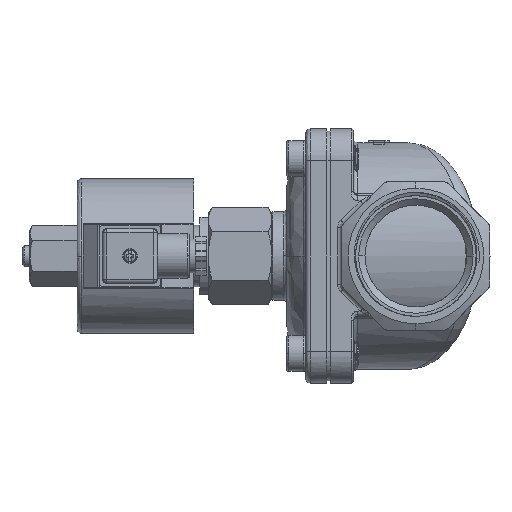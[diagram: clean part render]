
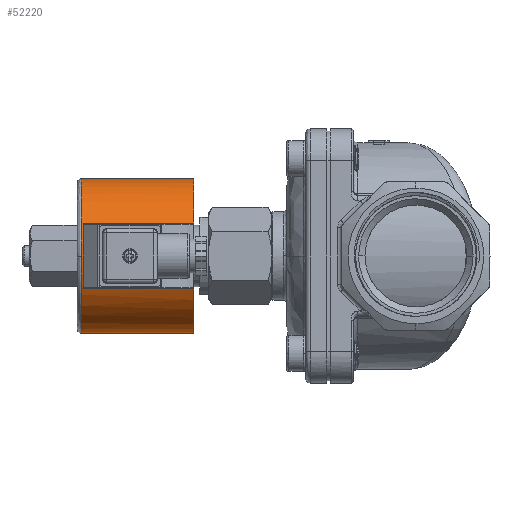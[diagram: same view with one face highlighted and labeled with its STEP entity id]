
A CAD part, left-side view. The second image highlights one B-rep face of the part: STEP entity #52220.
In plain terms, the highlighted cylindrical face has radius 36.5 mm (diameter 73 mm), a partial arc.
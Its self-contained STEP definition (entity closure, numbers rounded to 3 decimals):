
#52 = CARTESIAN_POINT ( 'NONE',  ( -36.5, 140.5, 0. ) ) ;
#733 = DIRECTION ( 'NONE',  ( 0., 1., 0. ) ) ;
#1321 = DIRECTION ( 'NONE',  ( 0., 1., 0. ) ) ;
#1692 = EDGE_CURVE ( 'NONE', #41385, #27767, #44862, .T. ) ;
#8018 = ORIENTED_EDGE ( 'NONE', *, *, #25630, .T. ) ;
#11314 = AXIS2_PLACEMENT_3D ( 'NONE', #122629, #79550, #100845 ) ;
#12313 = ORIENTED_EDGE ( 'NONE', *, *, #1692, .T. ) ;
#14918 = CARTESIAN_POINT ( 'NONE',  ( 0., 88.5, 36.5 ) ) ;
#15934 = CARTESIAN_POINT ( 'NONE',  ( -33.011, 140.5, -15.573 ) ) ;
#17404 = VECTOR ( 'NONE', #42530, 1000. ) ;
#18951 = VECTOR ( 'NONE', #77533, 1000. ) ;
#21214 = EDGE_CURVE ( 'NONE', #143563, #41385, #117753, .T. ) ;
#25630 = EDGE_CURVE ( 'NONE', #81238, #95143, #110524, .T. ) ;
#26077 = ORIENTED_EDGE ( 'NONE', *, *, #143236, .F. ) ;
#26971 = CIRCLE ( 'NONE', #134660, 36.5 ) ;
#27767 = VERTEX_POINT ( 'NONE', #140890 ) ;
#28535 = DIRECTION ( 'NONE',  ( 0., -1., 0. ) ) ;
#30127 = DIRECTION ( 'NONE',  ( 0., 1., 0. ) ) ;
#31525 = ORIENTED_EDGE ( 'NONE', *, *, #32243, .T. ) ;
#31600 = EDGE_CURVE ( 'NONE', #121608, #117699, #101473, .T. ) ;
#32243 = EDGE_CURVE ( 'NONE', #95143, #35142, #77269, .T. ) ;
#32282 = DIRECTION ( 'NONE',  ( 0., 1., 0. ) ) ;
#33990 = DIRECTION ( 'NONE',  ( 0., -1., 0. ) ) ;
#35142 = VERTEX_POINT ( 'NONE', #107693 ) ;
#38802 = EDGE_CURVE ( 'NONE', #117699, #143563, #61417, .T. ) ;
#41385 = VERTEX_POINT ( 'NONE', #41630 ) ;
#41630 = CARTESIAN_POINT ( 'NONE',  ( -33.011, 140.5, 15.573 ) ) ;
#42530 = DIRECTION ( 'NONE',  ( 0., 1., 0. ) ) ;
#44862 = LINE ( 'NONE', #122002, #18951 ) ;
#46147 = ORIENTED_EDGE ( 'NONE', *, *, #31600, .T. ) ;
#46490 = AXIS2_PLACEMENT_3D ( 'NONE', #67559, #1321, #78692 ) ;
#51177 = CYLINDRICAL_SURFACE ( 'NONE', #11314, 36.5 ) ;
#51722 = VECTOR ( 'NONE', #30127, 1000. ) ;
#52073 = ORIENTED_EDGE ( 'NONE', *, *, #98787, .T. ) ;
#52220 = ADVANCED_FACE ( 'NONE', ( #110012 ), #51177, .T. ) ;
#56388 = CIRCLE ( 'NONE', #119891, 36.5 ) ;
#56402 = CARTESIAN_POINT ( 'NONE',  ( 0., 88.5, 0. ) ) ;
#58493 = ORIENTED_EDGE ( 'NONE', *, *, #38802, .T. ) ;
#61417 = CIRCLE ( 'NONE', #117472, 36.5 ) ;
#62586 = AXIS2_PLACEMENT_3D ( 'NONE', #94802, #28535, #105898 ) ;
#66851 = CIRCLE ( 'NONE', #91427, 36.5 ) ;
#66987 = CARTESIAN_POINT ( 'NONE',  ( 0., 140.5, 0. ) ) ;
#67521 = DIRECTION ( 'NONE',  ( 0., 0., 1. ) ) ;
#67559 = CARTESIAN_POINT ( 'NONE',  ( 0., 140.5, 0. ) ) ;
#76270 = LINE ( 'NONE', #130556, #17404 ) ;
#77269 = CIRCLE ( 'NONE', #62586, 36.5 ) ;
#77533 = DIRECTION ( 'NONE',  ( 0., -1., 0. ) ) ;
#78112 = DIRECTION ( 'NONE',  ( 0., 0., 1. ) ) ;
#78692 = DIRECTION ( 'NONE',  ( 0., 0., 1. ) ) ;
#79550 = DIRECTION ( 'NONE',  ( 0., 1., 0. ) ) ;
#81238 = VERTEX_POINT ( 'NONE', #14918 ) ;
#82711 = CARTESIAN_POINT ( 'NONE',  ( 0., 88.5, -36.5 ) ) ;
#88715 = CARTESIAN_POINT ( 'NONE',  ( 0., 141.5, -36.5 ) ) ;
#91427 = AXIS2_PLACEMENT_3D ( 'NONE', #100257, #33990, #111377 ) ;
#94802 = CARTESIAN_POINT ( 'NONE',  ( 0., 141.5, 0. ) ) ;
#95143 = VERTEX_POINT ( 'NONE', #115192 ) ;
#98073 = VECTOR ( 'NONE', #129405, 1000. ) ;
#98202 = CARTESIAN_POINT ( 'NONE',  ( -33.011, 88.5, -15.573 ) ) ;
#98549 = CARTESIAN_POINT ( 'NONE',  ( 0., 88.5, 0. ) ) ;
#98787 = EDGE_CURVE ( 'NONE', #125200, #121608, #56388, .T. ) ;
#98972 = EDGE_CURVE ( 'NONE', #27767, #81238, #26971, .T. ) ;
#100257 = CARTESIAN_POINT ( 'NONE',  ( 0., 141.5, 0. ) ) ;
#100845 = DIRECTION ( 'NONE',  ( 0., 0., 1. ) ) ;
#101473 = LINE ( 'NONE', #130341, #98073 ) ;
#105898 = DIRECTION ( 'NONE',  ( 0., 0., 1. ) ) ;
#107022 = CARTESIAN_POINT ( 'NONE',  ( 0., 87.44, 36.5 ) ) ;
#107693 = CARTESIAN_POINT ( 'NONE',  ( -36.5, 141.5, -0.18 ) ) ;
#109677 = DIRECTION ( 'NONE',  ( 0., 0., 1. ) ) ;
#110012 = FACE_OUTER_BOUND ( 'NONE', #128155, .T. ) ;
#110524 = LINE ( 'NONE', #107022, #51722 ) ;
#111377 = DIRECTION ( 'NONE',  ( 0., 0., 1. ) ) ;
#111901 = VERTEX_POINT ( 'NONE', #88715 ) ;
#115192 = CARTESIAN_POINT ( 'NONE',  ( 0., 141.5, 36.5 ) ) ;
#115652 = ORIENTED_EDGE ( 'NONE', *, *, #137309, .T. ) ;
#117472 = AXIS2_PLACEMENT_3D ( 'NONE', #66987, #733, #78112 ) ;
#117699 = VERTEX_POINT ( 'NONE', #15934 ) ;
#117753 = CIRCLE ( 'NONE', #46490, 36.5 ) ;
#119891 = AXIS2_PLACEMENT_3D ( 'NONE', #98549, #32282, #109677 ) ;
#121608 = VERTEX_POINT ( 'NONE', #98202 ) ;
#122002 = CARTESIAN_POINT ( 'NONE',  ( -33.011, 87.44, 15.573 ) ) ;
#122629 = CARTESIAN_POINT ( 'NONE',  ( 0., 87.44, 0. ) ) ;
#125200 = VERTEX_POINT ( 'NONE', #82711 ) ;
#128155 = EDGE_LOOP ( 'NONE', ( #26077, #52073, #46147, #58493, #141050, #12313, #131986, #8018, #31525, #115652 ) ) ;
#129405 = DIRECTION ( 'NONE',  ( 0., 1., 0. ) ) ;
#130341 = CARTESIAN_POINT ( 'NONE',  ( -33.011, 87.44, -15.573 ) ) ;
#130556 = CARTESIAN_POINT ( 'NONE',  ( 0., 87.44, -36.5 ) ) ;
#131986 = ORIENTED_EDGE ( 'NONE', *, *, #98972, .T. ) ;
#133785 = DIRECTION ( 'NONE',  ( 0., 1., 0. ) ) ;
#134660 = AXIS2_PLACEMENT_3D ( 'NONE', #56402, #133785, #67521 ) ;
#137309 = EDGE_CURVE ( 'NONE', #35142, #111901, #66851, .T. ) ;
#140890 = CARTESIAN_POINT ( 'NONE',  ( -33.011, 88.5, 15.573 ) ) ;
#141050 = ORIENTED_EDGE ( 'NONE', *, *, #21214, .T. ) ;
#143236 = EDGE_CURVE ( 'NONE', #125200, #111901, #76270, .T. ) ;
#143563 = VERTEX_POINT ( 'NONE', #52 ) ;
